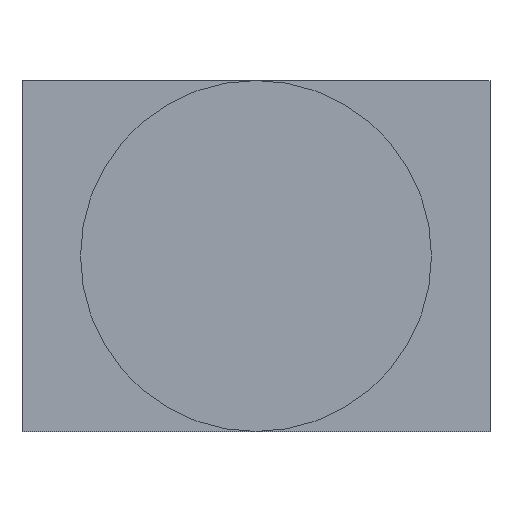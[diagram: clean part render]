
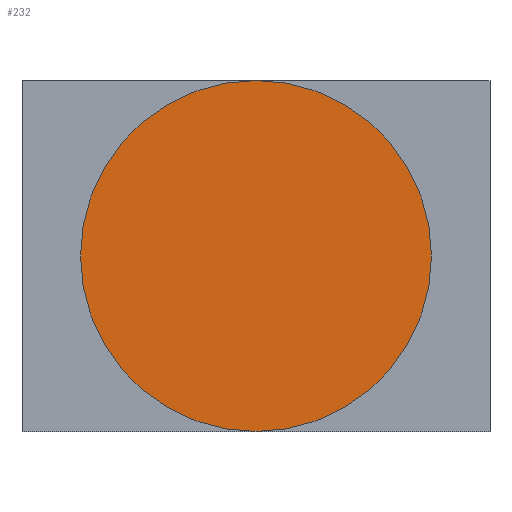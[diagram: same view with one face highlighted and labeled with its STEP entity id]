
A CAD part, front view. The second image highlights one B-rep face of the part: STEP entity #232.
In plain terms, the highlighted planar face has unit normal (0, -1, 0).
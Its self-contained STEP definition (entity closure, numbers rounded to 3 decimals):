
#44=PLANE('',#250);
#54=ORIENTED_EDGE('',*,*,#89,.F.);
#89=EDGE_CURVE('',#108,#108,#121,.T.);
#108=VERTEX_POINT('',#314);
#121=CIRCLE('',#247,1.5);
#130=EDGE_LOOP('',(#54));
#144=FACE_BOUND('',#130,.T.);
#232=ADVANCED_FACE('',(#144),#44,.F.);
#247=AXIS2_PLACEMENT_3D('',#313,#267,#268);
#250=AXIS2_PLACEMENT_3D('',#319,#273,#274);
#267=DIRECTION('',(0.,1.,0.));
#268=DIRECTION('',(1.,0.,0.));
#273=DIRECTION('',(0.,1.,0.));
#274=DIRECTION('',(0.,0.,1.));
#313=CARTESIAN_POINT('',(0.,-15.,0.));
#314=CARTESIAN_POINT('',(1.5,-15.,0.));
#319=CARTESIAN_POINT('',(0.,-15.,0.));
